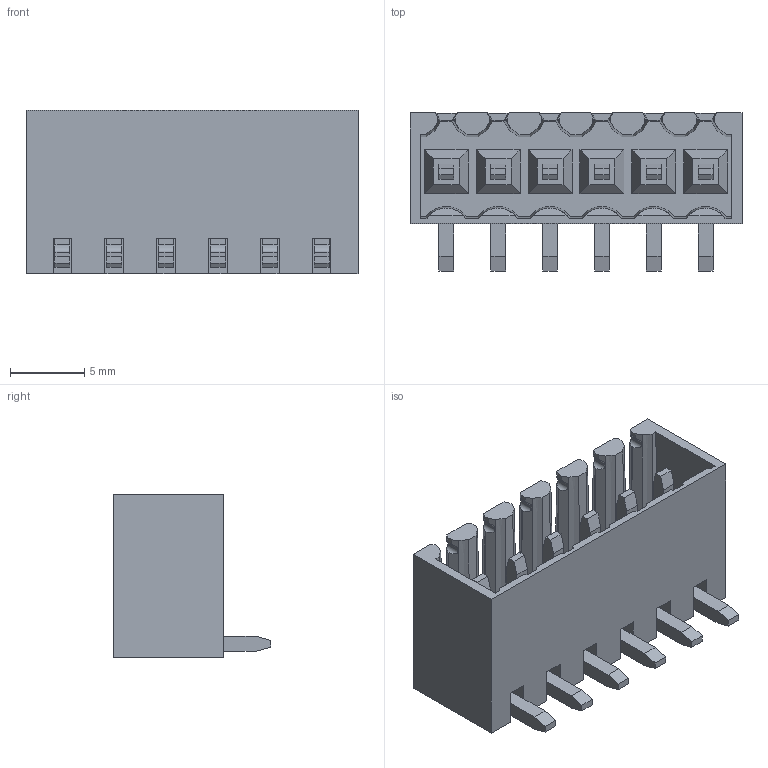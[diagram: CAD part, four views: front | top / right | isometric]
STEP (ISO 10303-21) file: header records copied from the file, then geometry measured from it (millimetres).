
FILE_DESCRIPTION(('STEP AP214'),'1');
FILE_NAME('58280.stp','2017-06-19T19:20:06',('TraceParts'),('TraceParts S.A.'),'Spatial InterOp 3D',' ',' ');
FILE_SCHEMA(('automotive_design'));
Length unit declared in the file: millimetre
Products named in the file (1): 58280
Bounding box: 22.4 x 10.65 x 11.05 mm (x, y, z)
Volume: 874 mm3; surface area: 1982.6 mm2
Topology: 1 solids, 1 shells, 376 faces, 1086 edges, 724 vertices
Faces by surface type: plane 310, cylinder 48, cone 18
Entity records: 15450 total; most frequent: CARTESIAN_POINT 2403, ORIENTED_EDGE 2172, DIRECTION 1996, EDGE_CURVE 1086, LINE 858, VECTOR 858, VERTEX_POINT 724, AXIS2_PLACEMENT_3D 569
